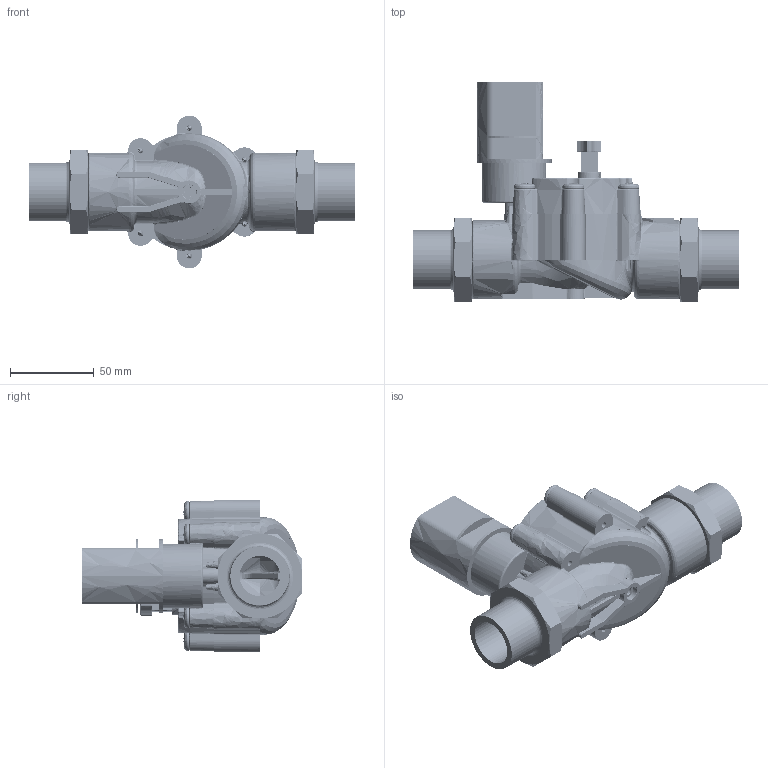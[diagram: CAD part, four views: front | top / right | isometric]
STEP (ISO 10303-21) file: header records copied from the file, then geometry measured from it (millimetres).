
FILE_DESCRIPTION(('FreeCAD Model'),'2;1');
FILE_NAME('Open CASCADE Shape Model','2025-05-05T10:33:07',('FreeCAD'),( 'FreeCAD'),'Open CASCADE STEP processor 7.6','FreeCAD','Unknown');
FILE_SCHEMA(('AUTOMOTIVE_DESIGN { 1 0 10303 214 1 1 1 1 }'));
Products named in the file (1): Open CASCADE STEP translator 7.6 1
Bounding box: 194.56 x 131.63 x 91.19 mm (x, y, z)
Volume: 88352.8 mm3; surface area: 131938.5 mm2
Topology: 2 solids, 2511 shells, 2579 faces, 87102 edges, 86997 vertices
Faces by surface type: bspline 2579
Entity records: 826383 total; most frequent: CARTESIAN_POINT 474006, ORIENTED_EDGE 87221, EDGE_CURVE 87059, VERTEX_POINT 86997, B_SPLINE_CURVE_WITH_KNOTS 77579, FACE_BOUND 2665, EDGE_LOOP 2665, ADVANCED_FACE 2579
